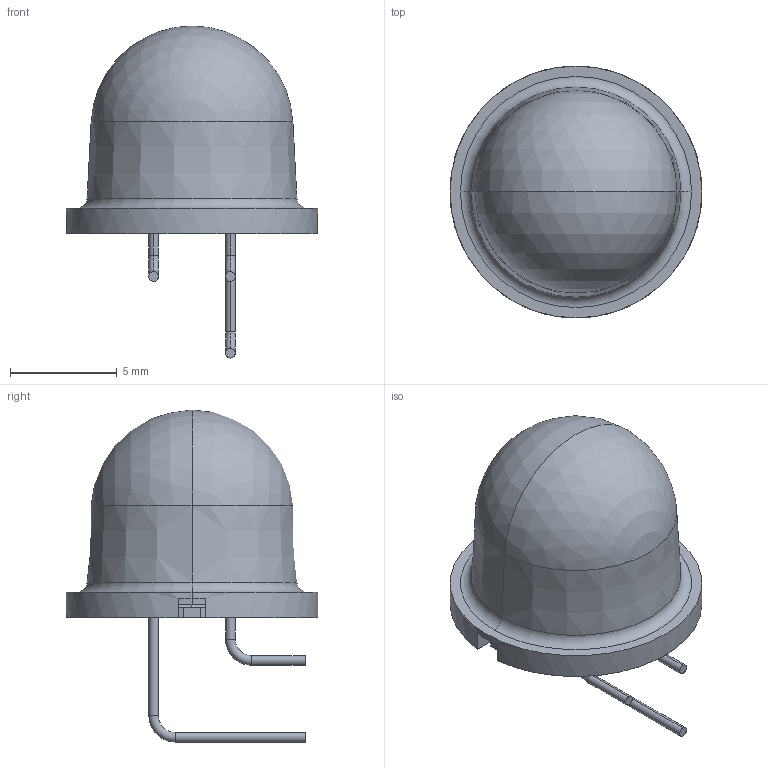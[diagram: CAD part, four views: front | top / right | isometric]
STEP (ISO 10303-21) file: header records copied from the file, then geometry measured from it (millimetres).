
FILE_DESCRIPTION (( 'STEP AP214' ), '1' );
FILE_NAME ('PIR Sensor and Lens.step', '2024-08-18T06:10:52+00:00', 'Stefan Hamminga', '', '', '', '');
FILE_SCHEMA (( 'AUTOMOTIVE_DESIGN' ));
Length unit declared in the file: millimetre
Products named in the file (3): PIR Fresnell Lens [11.8x9.73]; TO-5-3; PIR Sensor and Lens
Assembly tree (2 placements, depth 2):
  PIR Sensor and Lens
    TO-5-3
    PIR Fresnell Lens [11.8x9.73]
Bounding box: 11.8 x 11.8 x 15.55 mm (x, y, z)
Volume: 458.7 mm3; surface area: 898.4 mm2
Topology: 2 solids, 2 shells, 60 faces, 138 edges, 86 vertices
Faces by surface type: cylinder 21, plane 21, torus 12, sphere 4, cone 2
Entity records: 1774 total; most frequent: DIRECTION 340, CARTESIAN_POINT 283, ORIENTED_EDGE 268, AXIS2_PLACEMENT_3D 141, EDGE_CURVE 134, VERTEX_POINT 84, CIRCLE 76, EDGE_LOOP 66
